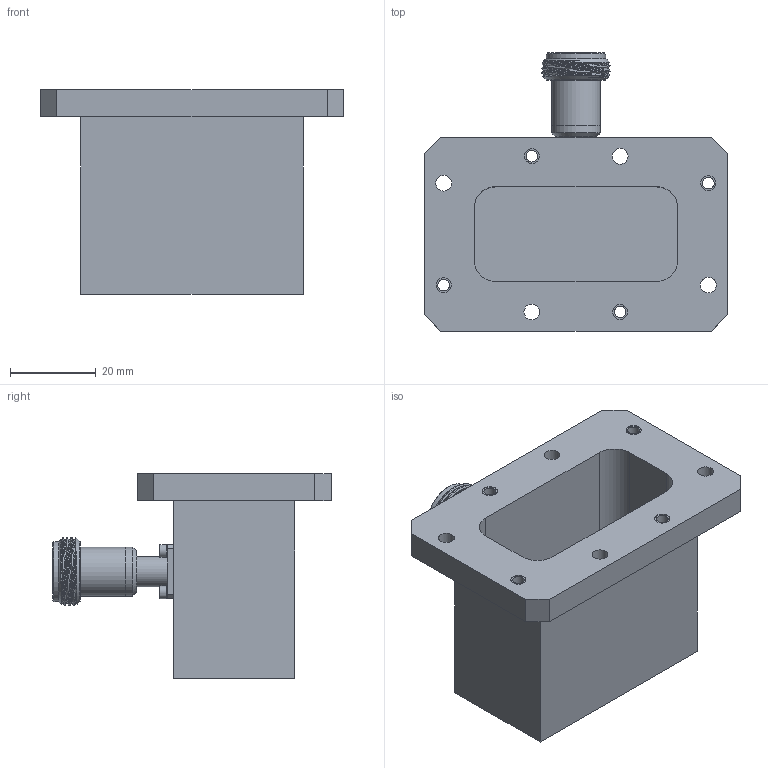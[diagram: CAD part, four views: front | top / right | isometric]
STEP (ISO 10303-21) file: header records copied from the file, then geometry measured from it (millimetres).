
FILE_DESCRIPTION (( 'STEP AP203' ), '1' );
FILE_NAME ('FMWCA9822_3D.step', '2022-03-16T16:15:35', ( '' ), ( '' ), 'SwSTEP 2.0', 'SolidWorks 2021', '' );
FILE_SCHEMA (( 'CONFIG_CONTROL_DESIGN' ));
Length unit declared in the file: inch
Products named in the file (1): FMWCA9822_3D
Bounding box: 70.64 x 64.92 x 47.75 mm (x, y, z)
Volume: 36097.4 mm3; surface area: 22506.6 mm2
Topology: 1 solids, 1 shells, 161 faces, 364 edges, 225 vertices
Faces by surface type: plane 86, cone 42, cylinder 30, bspline 3
Full cylindrical faces by diameter (mm): 1.524 x1, 2.54 x1, 2.705 x4, 2.997 x4, 3.505 x4, 3.683 x4, 7.112 x1, 7.366 x1, 8.382 x1, 11.431 x2, 13.971 x2
Entity records: 5461 total; most frequent: CARTESIAN_POINT 2016, DIRECTION 698, ORIENTED_EDGE 620, EDGE_CURVE 310, AXIS2_PLACEMENT_3D 271, EDGE_LOOP 236, VERTEX_POINT 210, FACE_OUTER_BOUND 186
